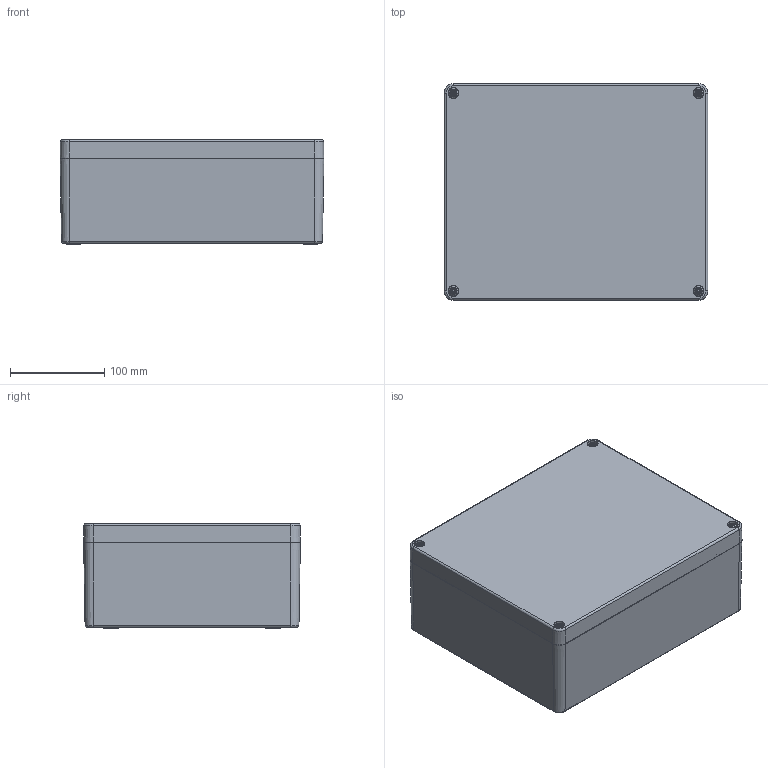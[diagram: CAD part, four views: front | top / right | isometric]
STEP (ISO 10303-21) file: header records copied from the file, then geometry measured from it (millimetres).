
FILE_DESCRIPTION((''),'2;1');
FILE_NAME('0101103100-MBA_282311_VE.stp','2014-10-20T09:47:50',('robin.rentz'),(''),'Autodesk Inventor 2012','Autodesk Inventor 2012','');
FILE_SCHEMA(('CONFIG_CONTROL_DESIGN'));
Length unit declared in the file: millimetre
Products named in the file (5): 0101103100-MBA_282311_VE; 0100103102-UT_282311_VE; 0100103101-OT_282311_VE; Schraube BM 6x25; xxx-O-Ring-MBA_282311
Assembly tree (7 placements, depth 2):
  0101103100-MBA_282311_VE
    0100103102-UT_282311_VE
    0100103101-OT_282311_VE
    Schraube BM 6x25  x4
    xxx-O-Ring-MBA_282311
Bounding box: 280 x 230 x 111 mm (x, y, z)
Volume: 1144879.5 mm3; surface area: 511201.8 mm2
Topology: 7 solids, 7 shells, 1501 faces, 3714 edges, 2345 vertices
Faces by surface type: plane 609, bspline 314, cylinder 265, torus 169, cone 140, sphere 4
Full cylindrical faces by diameter (mm): 4.917 x11, 5 x4, 6 x4, 7 x4, 8 x4, 9 x5, 10 x13, 11 x4, 12 x2, 14 x4, 14.4 x4
Entity records: 42408 total; most frequent: CARTESIAN_POINT 11887, ORIENTED_EDGE 6530, DIRECTION 5528, EDGE_CURVE 3265, VERTEX_POINT 2129, AXIS2_PLACEMENT_3D 1874, VECTOR 1780, LINE 1780
